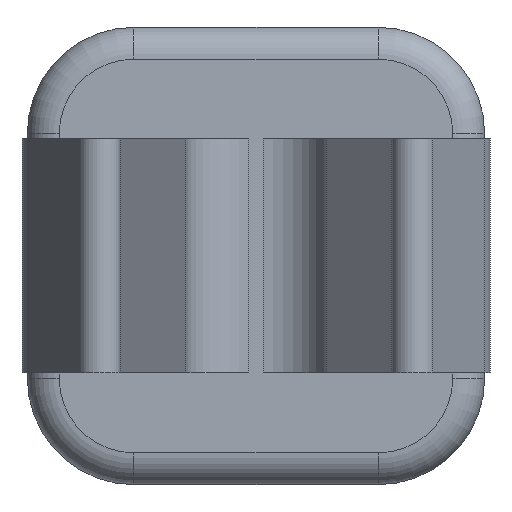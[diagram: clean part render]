
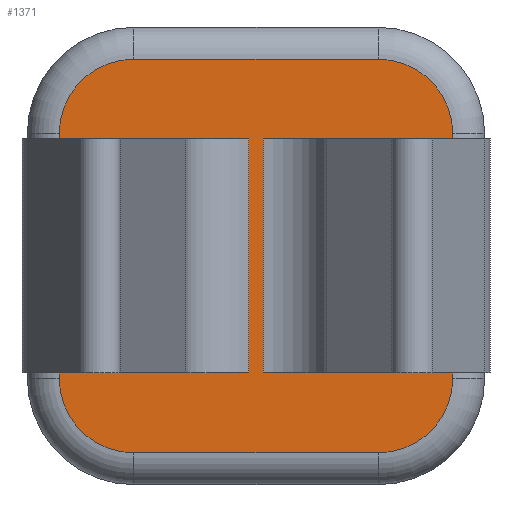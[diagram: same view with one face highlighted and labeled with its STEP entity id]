
A CAD part, left-side view. The second image highlights one B-rep face of the part: STEP entity #1371.
In plain terms, the highlighted planar face has unit normal (-1, 0, 0).
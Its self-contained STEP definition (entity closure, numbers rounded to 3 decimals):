
#241=DIRECTION('',(0.,1.,0.));
#242=VECTOR('',#241,1.783);
#243=CARTESIAN_POINT('',(0.,-1.85,-1.1));
#244=LINE('',#243,#242);
#302=DIRECTION('',(0.,1.,0.));
#303=VECTOR('',#302,1.783);
#304=CARTESIAN_POINT('',(0.,0.067,-1.1));
#305=LINE('',#304,#303);
#352=DIRECTION('',(0.,0.,1.));
#353=VECTOR('',#352,0.05);
#354=CARTESIAN_POINT('',(0.,1.85,-1.15));
#355=LINE('',#354,#353);
#356=DIRECTION('',(0.,0.,1.));
#357=VECTOR('',#356,2.2);
#358=CARTESIAN_POINT('',(0.,0.067,-1.1));
#359=LINE('',#358,#357);
#360=DIRECTION('',(0.,0.,1.));
#361=VECTOR('',#360,0.05);
#362=CARTESIAN_POINT('',(0.,1.85,1.1));
#363=LINE('',#362,#361);
#364=CARTESIAN_POINT('',(0.,1.15,1.15));
#365=DIRECTION('',(1.,0.,0.));
#366=DIRECTION('',(0.,1.,0.));
#367=AXIS2_PLACEMENT_3D('',#364,#365,#366);
#369=DIRECTION('',(0.,-1.,0.));
#370=VECTOR('',#369,2.3);
#371=CARTESIAN_POINT('',(0.,1.15,1.85));
#372=LINE('',#371,#370);
#373=CARTESIAN_POINT('',(0.,-1.15,1.15));
#374=DIRECTION('',(1.,0.,0.));
#375=DIRECTION('',(0.,0.,1.));
#376=AXIS2_PLACEMENT_3D('',#373,#374,#375);
#378=DIRECTION('',(0.,0.,-1.));
#379=VECTOR('',#378,0.05);
#380=CARTESIAN_POINT('',(0.,-1.85,1.15));
#381=LINE('',#380,#379);
#382=DIRECTION('',(0.,0.,-1.));
#383=VECTOR('',#382,2.2);
#384=CARTESIAN_POINT('',(0.,-0.067,1.1));
#385=LINE('',#384,#383);
#386=DIRECTION('',(0.,0.,-1.));
#387=VECTOR('',#386,0.05);
#388=CARTESIAN_POINT('',(0.,-1.85,-1.1));
#389=LINE('',#388,#387);
#390=CARTESIAN_POINT('',(0.,-1.15,-1.15));
#391=DIRECTION('',(1.,0.,0.));
#392=DIRECTION('',(0.,-1.,0.));
#393=AXIS2_PLACEMENT_3D('',#390,#391,#392);
#395=DIRECTION('',(0.,1.,0.));
#396=VECTOR('',#395,2.3);
#397=CARTESIAN_POINT('',(0.,-1.15,-1.85));
#398=LINE('',#397,#396);
#399=CARTESIAN_POINT('',(0.,1.15,-1.15));
#400=DIRECTION('',(1.,0.,0.));
#401=DIRECTION('',(0.,0.,-1.));
#402=AXIS2_PLACEMENT_3D('',#399,#400,#401);
#462=DIRECTION('',(0.,-1.,0.));
#463=VECTOR('',#462,1.783);
#464=CARTESIAN_POINT('',(0.,-0.067,1.1));
#465=LINE('',#464,#463);
#471=DIRECTION('',(0.,-1.,0.));
#472=VECTOR('',#471,1.783);
#473=CARTESIAN_POINT('',(0.,1.85,1.1));
#474=LINE('',#473,#472);
#659=CARTESIAN_POINT('',(0.,-0.067,1.1));
#660=CARTESIAN_POINT('',(0.,-0.067,-1.1));
#661=VERTEX_POINT('',#659);
#662=VERTEX_POINT('',#660);
#667=CARTESIAN_POINT('',(0.,0.067,-1.1));
#668=CARTESIAN_POINT('',(0.,0.067,1.1));
#669=VERTEX_POINT('',#667);
#670=VERTEX_POINT('',#668);
#691=CARTESIAN_POINT('',(0.,1.85,-1.15));
#692=CARTESIAN_POINT('',(0.,1.85,-1.1));
#693=VERTEX_POINT('',#691);
#694=VERTEX_POINT('',#692);
#699=CARTESIAN_POINT('',(0.,1.15,-1.85));
#700=VERTEX_POINT('',#699);
#703=CARTESIAN_POINT('',(0.,-1.15,-1.85));
#704=VERTEX_POINT('',#703);
#707=CARTESIAN_POINT('',(0.,-1.85,-1.15));
#708=VERTEX_POINT('',#707);
#709=CARTESIAN_POINT('',(0.,-1.85,-1.1));
#710=VERTEX_POINT('',#709);
#711=CARTESIAN_POINT('',(0.,1.85,1.1));
#712=CARTESIAN_POINT('',(0.,1.85,1.15));
#713=VERTEX_POINT('',#711);
#714=VERTEX_POINT('',#712);
#719=CARTESIAN_POINT('',(0.,1.15,1.85));
#720=VERTEX_POINT('',#719);
#723=CARTESIAN_POINT('',(0.,-1.15,1.85));
#724=VERTEX_POINT('',#723);
#727=CARTESIAN_POINT('',(0.,-1.85,1.15));
#728=VERTEX_POINT('',#727);
#729=CARTESIAN_POINT('',(0.,-1.85,1.1));
#730=VERTEX_POINT('',#729);
#1340=CARTESIAN_POINT('',(0.,2.15,-2.15));
#1341=DIRECTION('',(-1.,0.,0.));
#1342=DIRECTION('',(0.,-1.,0.));
#1343=AXIS2_PLACEMENT_3D('',#1340,#1341,#1342);
#1344=PLANE('',#1343);
#1346=ORIENTED_EDGE('',*,*,#1345,.T.);
#1347=ORIENTED_EDGE('',*,*,#1223,.F.);
#1349=ORIENTED_EDGE('',*,*,#1348,.T.);
#1351=ORIENTED_EDGE('',*,*,#1350,.F.);
#1353=ORIENTED_EDGE('',*,*,#1352,.T.);
#1354=ORIENTED_EDGE('',*,*,#1070,.T.);
#1355=ORIENTED_EDGE('',*,*,#1085,.T.);
#1356=ORIENTED_EDGE('',*,*,#1100,.T.);
#1357=ORIENTED_EDGE('',*,*,#1142,.T.);
#1359=ORIENTED_EDGE('',*,*,#1358,.F.);
#1360=ORIENTED_EDGE('',*,*,#1331,.T.);
#1361=ORIENTED_EDGE('',*,*,#1179,.F.);
#1362=ORIENTED_EDGE('',*,*,#1148,.T.);
#1364=ORIENTED_EDGE('',*,*,#1363,.T.);
#1366=ORIENTED_EDGE('',*,*,#1365,.T.);
#1368=ORIENTED_EDGE('',*,*,#1367,.T.);
#1369=EDGE_LOOP('',(#1346,#1347,#1349,#1351,#1353,#1354,#1355,#1356,#1357,#1359,
#1360,#1361,#1362,#1364,#1366,#1368));
#1370=FACE_OUTER_BOUND('',#1369,.F.);
#1371=ADVANCED_FACE('',(#1370),#1344,.T.);
#368=CIRCLE('',#367,0.7);
#377=CIRCLE('',#376,0.7);
#394=CIRCLE('',#393,0.7);
#403=CIRCLE('',#402,0.7);
#1070=EDGE_CURVE('',#714,#720,#368,.T.);
#1085=EDGE_CURVE('',#720,#724,#372,.T.);
#1100=EDGE_CURVE('',#724,#728,#377,.T.);
#1142=EDGE_CURVE('',#728,#730,#381,.T.);
#1148=EDGE_CURVE('',#710,#708,#389,.T.);
#1179=EDGE_CURVE('',#710,#662,#244,.T.);
#1223=EDGE_CURVE('',#669,#694,#305,.T.);
#1331=EDGE_CURVE('',#661,#662,#385,.T.);
#1345=EDGE_CURVE('',#693,#694,#355,.T.);
#1348=EDGE_CURVE('',#669,#670,#359,.T.);
#1350=EDGE_CURVE('',#713,#670,#474,.T.);
#1352=EDGE_CURVE('',#713,#714,#363,.T.);
#1358=EDGE_CURVE('',#661,#730,#465,.T.);
#1363=EDGE_CURVE('',#708,#704,#394,.T.);
#1365=EDGE_CURVE('',#704,#700,#398,.T.);
#1367=EDGE_CURVE('',#700,#693,#403,.T.);
